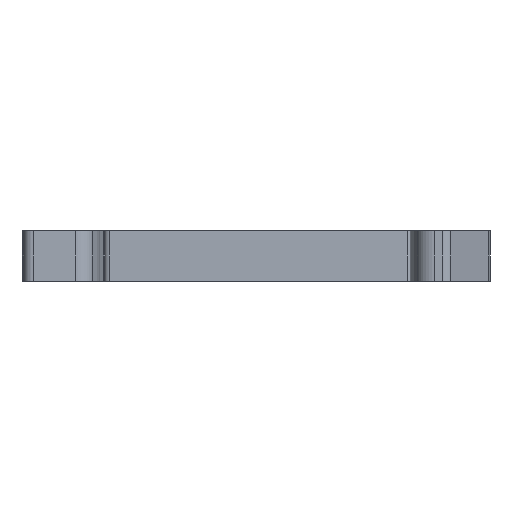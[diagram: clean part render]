
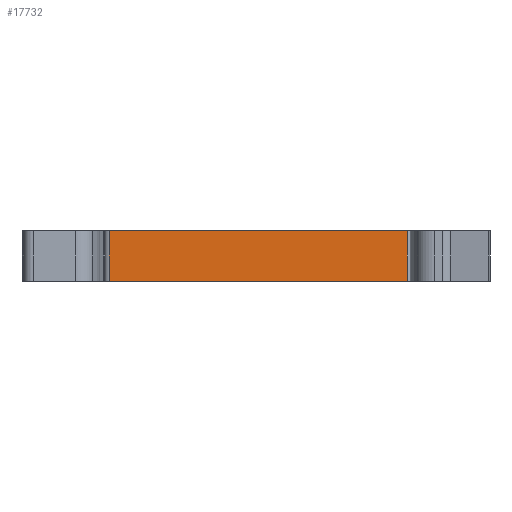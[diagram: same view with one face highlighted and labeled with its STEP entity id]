
A CAD part, front view. The second image highlights one B-rep face of the part: STEP entity #17732.
In plain terms, the highlighted planar face has unit normal (0, -1, 0).
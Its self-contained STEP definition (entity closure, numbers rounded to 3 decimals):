
#4990=DIRECTION('',(-1.,0.,0.));
#4991=VECTOR('',#4990,30.895);
#4992=CARTESIAN_POINT('',(20.7,0.,-2.6));
#4993=LINE('',#4992,#4991);
#4994=DIRECTION('',(1.,0.,0.));
#4995=VECTOR('',#4994,30.895);
#4996=CARTESIAN_POINT('',(-10.195,0.,2.6));
#4997=LINE('',#4996,#4995);
#4998=DIRECTION('',(0.,0.,-1.));
#4999=VECTOR('',#4998,5.2);
#5000=CARTESIAN_POINT('',(20.7,0.,2.6));
#5001=LINE('',#5000,#4999);
#5002=DIRECTION('',(0.,0.,-1.));
#5003=VECTOR('',#5002,5.2);
#5004=CARTESIAN_POINT('',(-10.195,0.,2.6));
#5005=LINE('',#5004,#5003);
#9167=CARTESIAN_POINT('',(-10.195,0.,-2.6));
#9168=VERTEX_POINT('',#9167);
#9169=CARTESIAN_POINT('',(20.7,0.,-2.6));
#9170=VERTEX_POINT('',#9169);
#9889=CARTESIAN_POINT('',(20.7,0.,2.6));
#9890=VERTEX_POINT('',#9889);
#9891=CARTESIAN_POINT('',(-10.195,0.,2.6));
#9892=VERTEX_POINT('',#9891);
#17720=CARTESIAN_POINT('',(5.252,0.,0.));
#17721=DIRECTION('',(0.,1.,0.));
#17722=DIRECTION('',(1.,0.,0.));
#17723=AXIS2_PLACEMENT_3D('',#17720,#17721,#17722);
#17724=PLANE('',#17723);
#17725=ORIENTED_EDGE('',*,*,#11926,.T.);
#17727=ORIENTED_EDGE('',*,*,#17726,.F.);
#17728=ORIENTED_EDGE('',*,*,#12482,.T.);
#17729=ORIENTED_EDGE('',*,*,#17713,.T.);
#17730=EDGE_LOOP('',(#17725,#17727,#17728,#17729));
#17731=FACE_OUTER_BOUND('',#17730,.F.);
#17732=ADVANCED_FACE('',(#17731),#17724,.F.);
#11926=EDGE_CURVE('',#9170,#9168,#4993,.T.);
#12482=EDGE_CURVE('',#9892,#9890,#4997,.T.);
#17713=EDGE_CURVE('',#9890,#9170,#5001,.T.);
#17726=EDGE_CURVE('',#9892,#9168,#5005,.T.);
